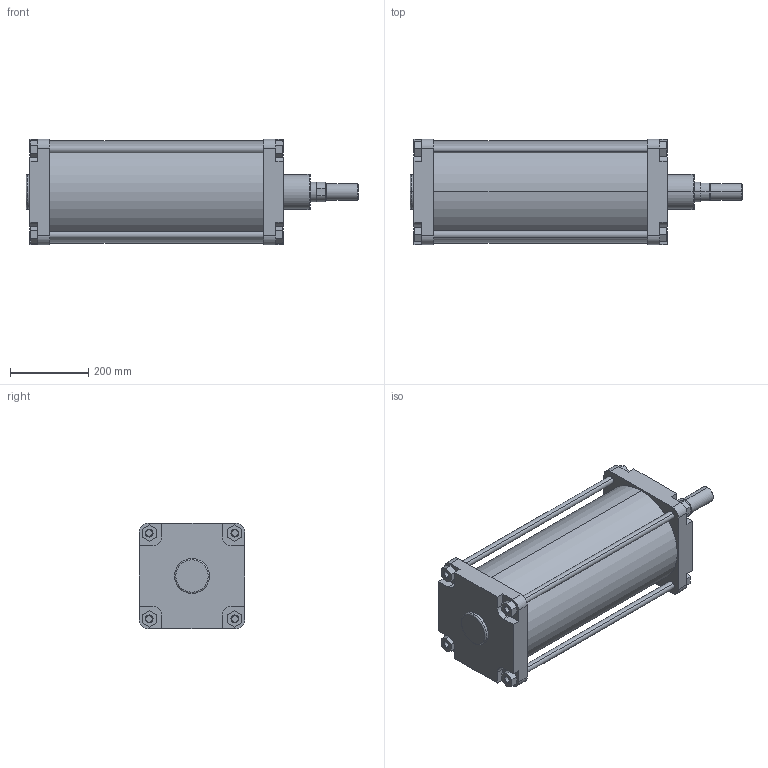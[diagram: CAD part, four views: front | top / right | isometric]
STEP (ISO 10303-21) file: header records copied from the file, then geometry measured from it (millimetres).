
FILE_DESCRIPTION (( 'STEP AP214' ), '1' );
FILE_NAME ('PMB 250-450 CYLINDER.STEP', '2010-08-04T09:37:04', ( '' ), ( '' ), 'SwSTEP 2.0', 'SolidWorks 2010', '' );
FILE_SCHEMA (( 'AUTOMOTIVE_DESIGN' ));
Length unit declared in the file: millimetre
Products named in the file (6): PMB  250 ARKA KAPAK; PMB 250  BORU; PMB 250 烰 KAPAK ; PMB  250   M尳 ; M20 SAPLAMA; PMB  250-450  CYLINDER
Assembly tree (8 placements, depth 2):
  PMB  250-450  CYLINDER
    M20 SAPLAMA  x4
    PMB 250  BORU
    PMB  250 ARKA KAPAK
    PMB 250 烰 KAPAK 
    PMB  250   M尳 
Bounding box: 851 x 270 x 270 mm (x, y, z)
Volume: 16716257.4 mm3; surface area: 1806255.2 mm2
Topology: 8 solids, 8 shells, 252 faces, 586 edges, 367 vertices
Faces by surface type: plane 117, cylinder 69, cone 58, torus 8
Entity records: 7135 total; most frequent: DIRECTION 1211, CARTESIAN_POINT 1126, ORIENTED_EDGE 1088, EDGE_CURVE 544, AXIS2_PLACEMENT_3D 428, VECTOR 355, LINE 355, VERTEX_POINT 343
